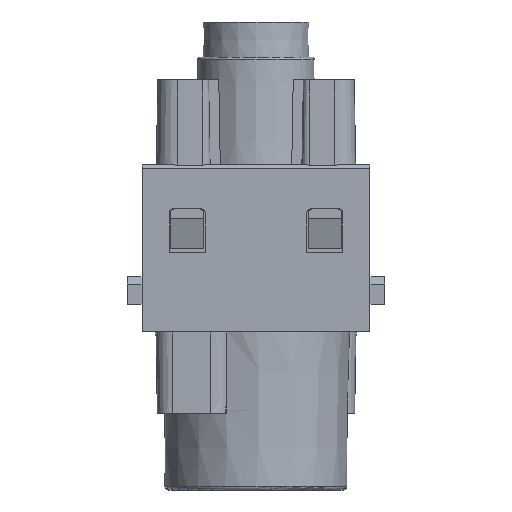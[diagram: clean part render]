
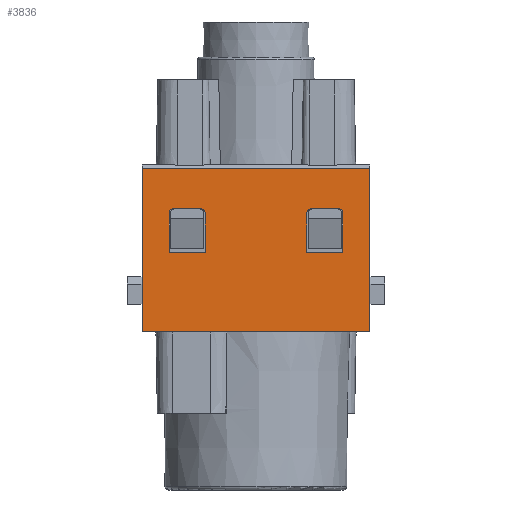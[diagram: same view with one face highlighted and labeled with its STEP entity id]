
A CAD part, left-side view. The second image highlights one B-rep face of the part: STEP entity #3836.
In plain terms, the highlighted planar face has unit normal (-1, 0, 0).
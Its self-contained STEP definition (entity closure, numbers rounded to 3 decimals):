
#3836=ADVANCED_FACE('',(#4261,#4262,#4263),#4146,.F.);
#4146=PLANE('',#10913);
#4261=FACE_BOUND('',#4625,.T.);
#4262=FACE_BOUND('',#4626,.T.);
#4263=FACE_BOUND('',#4627,.T.);
#4625=EDGE_LOOP('',(#6699,#6700,#6701,#6702,#6703,#6704));
#4626=EDGE_LOOP('',(#6705,#6706,#6707,#6708,#6709,#6710));
#4627=EDGE_LOOP('',(#6711,#6712,#6713,#6714));
#4865=CIRCLE('',#10909,0.5);
#4866=CIRCLE('',#10910,0.5);
#4867=CIRCLE('',#10911,0.5);
#4868=CIRCLE('',#10912,0.5);
#6699=ORIENTED_EDGE('',*,*,#8525,.T.);
#6700=ORIENTED_EDGE('',*,*,#8760,.T.);
#6701=ORIENTED_EDGE('',*,*,#8611,.T.);
#6702=ORIENTED_EDGE('',*,*,#8761,.T.);
#6703=ORIENTED_EDGE('',*,*,#8527,.T.);
#6704=ORIENTED_EDGE('',*,*,#8565,.T.);
#6705=ORIENTED_EDGE('',*,*,#8608,.F.);
#6706=ORIENTED_EDGE('',*,*,#8762,.T.);
#6707=ORIENTED_EDGE('',*,*,#8532,.F.);
#6708=ORIENTED_EDGE('',*,*,#8536,.F.);
#6709=ORIENTED_EDGE('',*,*,#8538,.F.);
#6710=ORIENTED_EDGE('',*,*,#8763,.T.);
#6711=ORIENTED_EDGE('',*,*,#8743,.T.);
#6712=ORIENTED_EDGE('',*,*,#8561,.F.);
#6713=ORIENTED_EDGE('',*,*,#8428,.F.);
#6714=ORIENTED_EDGE('',*,*,#8606,.T.);
#7511=VERTEX_POINT('',#14621);
#7512=VERTEX_POINT('',#14623);
#7593=VERTEX_POINT('',#14812);
#7594=VERTEX_POINT('',#14814);
#7595=VERTEX_POINT('',#14818);
#7596=VERTEX_POINT('',#14819);
#7597=VERTEX_POINT('',#14827);
#7598=VERTEX_POINT('',#14828);
#7599=VERTEX_POINT('',#14833);
#7600=VERTEX_POINT('',#14837);
#7621=VERTEX_POINT('',#14884);
#7650=VERTEX_POINT('',#14974);
#7651=VERTEX_POINT('',#14978);
#7652=VERTEX_POINT('',#14980);
#7653=VERTEX_POINT('',#14984);
#7654=VERTEX_POINT('',#14986);
#8428=EDGE_CURVE('',#7511,#7512,#9300,.T.);
#8525=EDGE_CURVE('',#7594,#7593,#9387,.T.);
#8527=EDGE_CURVE('',#7595,#7596,#9389,.T.);
#8532=EDGE_CURVE('',#7597,#7598,#9394,.T.);
#8536=EDGE_CURVE('',#7599,#7597,#9398,.T.);
#8538=EDGE_CURVE('',#7600,#7599,#9400,.T.);
#8561=EDGE_CURVE('',#7512,#7621,#9423,.T.);
#8565=EDGE_CURVE('',#7596,#7594,#9427,.T.);
#8606=EDGE_CURVE('',#7511,#7650,#9455,.T.);
#8608=EDGE_CURVE('',#7651,#7652,#9457,.T.);
#8611=EDGE_CURVE('',#7654,#7653,#9460,.T.);
#8743=EDGE_CURVE('',#7650,#7621,#9559,.T.);
#8760=EDGE_CURVE('',#7593,#7654,#4865,.T.);
#8761=EDGE_CURVE('',#7653,#7595,#4866,.T.);
#8762=EDGE_CURVE('',#7651,#7598,#4867,.T.);
#8763=EDGE_CURVE('',#7600,#7652,#4868,.T.);
#9300=LINE('',#14622,#10072);
#9387=LINE('',#14813,#10159);
#9389=LINE('',#14817,#10161);
#9394=LINE('',#14826,#10166);
#9398=LINE('',#14834,#10170);
#9400=LINE('',#14838,#10172);
#9423=LINE('',#14883,#10195);
#9427=LINE('',#14890,#10199);
#9455=LINE('',#14975,#10227);
#9457=LINE('',#14979,#10229);
#9460=LINE('',#14985,#10232);
#9559=LINE('',#15310,#10331);
#10072=VECTOR('',#12247,1.);
#10159=VECTOR('',#12378,1.);
#10161=VECTOR('',#12382,1.);
#10166=VECTOR('',#12391,1.);
#10170=VECTOR('',#12397,1.);
#10172=VECTOR('',#12401,1.);
#10195=VECTOR('',#12428,1.);
#10199=VECTOR('',#12434,1.);
#10227=VECTOR('',#12488,1.);
#10229=VECTOR('',#12492,1.);
#10232=VECTOR('',#12497,1.);
#10331=VECTOR('',#12756,1.);
#10909=AXIS2_PLACEMENT_3D('',#15342,#12791,#12792);
#10910=AXIS2_PLACEMENT_3D('',#15343,#12793,#12794);
#10911=AXIS2_PLACEMENT_3D('',#15344,#12795,#12796);
#10912=AXIS2_PLACEMENT_3D('',#15345,#12797,#12798);
#10913=AXIS2_PLACEMENT_3D('',#15346,#12799,#12800);
#12247=DIRECTION('',(0.,-1.,0.));
#12378=DIRECTION('',(0.,0.,1.));
#12382=DIRECTION('',(0.,0.,-1.));
#12391=DIRECTION('',(0.,0.,1.));
#12397=DIRECTION('',(0.,-1.,0.));
#12401=DIRECTION('',(0.,0.,-1.));
#12428=DIRECTION('',(0.,0.,-1.));
#12434=DIRECTION('',(0.,1.,0.));
#12488=DIRECTION('',(0.,0.,-1.));
#12492=DIRECTION('',(0.,1.,0.));
#12497=DIRECTION('',(0.,-1.,0.));
#12756=DIRECTION('',(0.,-1.,0.));
#12791=DIRECTION('',(1.,0.,0.));
#12792=DIRECTION('',(0.,1.,0.));
#12793=DIRECTION('',(1.,0.,0.));
#12794=DIRECTION('',(0.,1.,0.));
#12795=DIRECTION('',(1.,0.,0.));
#12796=DIRECTION('',(0.,1.,0.));
#12797=DIRECTION('',(1.,0.,0.));
#12798=DIRECTION('',(0.,1.,0.));
#12799=DIRECTION('',(1.,0.,0.));
#12800=DIRECTION('',(0.,1.,0.));
#14621=CARTESIAN_POINT('',(-17.326,47.813,56.556));
#14622=CARTESIAN_POINT('',(-17.326,32.663,56.556));
#14623=CARTESIAN_POINT('',(-17.326,17.513,56.556));
#14812=CARTESIAN_POINT('',(-17.326,25.913,50.707));
#14813=CARTESIAN_POINT('',(-17.326,25.913,45.406));
#14814=CARTESIAN_POINT('',(-17.326,25.913,45.406));
#14817=CARTESIAN_POINT('',(-17.326,21.113,51.406));
#14818=CARTESIAN_POINT('',(-17.326,21.113,50.707));
#14819=CARTESIAN_POINT('',(-17.326,21.113,45.406));
#14826=CARTESIAN_POINT('',(-17.326,39.413,45.406));
#14827=CARTESIAN_POINT('',(-17.326,39.413,45.406));
#14828=CARTESIAN_POINT('',(-17.326,39.413,50.707));
#14833=CARTESIAN_POINT('',(-17.326,44.213,45.406));
#14834=CARTESIAN_POINT('',(-17.326,44.313,45.406));
#14837=CARTESIAN_POINT('',(-17.326,44.213,50.707));
#14838=CARTESIAN_POINT('',(-17.326,44.213,51.406));
#14883=CARTESIAN_POINT('',(-17.326,17.513,56.556));
#14884=CARTESIAN_POINT('',(-17.326,17.513,34.856));
#14890=CARTESIAN_POINT('',(-17.326,21.013,45.406));
#14974=CARTESIAN_POINT('',(-17.326,47.813,34.856));
#14975=CARTESIAN_POINT('',(-17.326,47.813,56.556));
#14978=CARTESIAN_POINT('',(-17.326,39.913,51.207));
#14979=CARTESIAN_POINT('',(-17.326,43.813,51.207));
#14980=CARTESIAN_POINT('',(-17.326,43.713,51.207));
#14984=CARTESIAN_POINT('',(-17.326,21.613,51.207));
#14985=CARTESIAN_POINT('',(-17.326,48.813,51.207));
#14986=CARTESIAN_POINT('',(-17.326,25.413,51.207));
#15310=CARTESIAN_POINT('',(-17.326,47.813,34.856));
#15342=CARTESIAN_POINT('',(-17.326,25.413,50.707));
#15343=CARTESIAN_POINT('',(-17.326,21.613,50.707));
#15344=CARTESIAN_POINT('',(-17.326,39.913,50.707));
#15345=CARTESIAN_POINT('',(-17.326,43.713,50.707));
#15346=CARTESIAN_POINT('',(-17.326,47.813,56.556));
